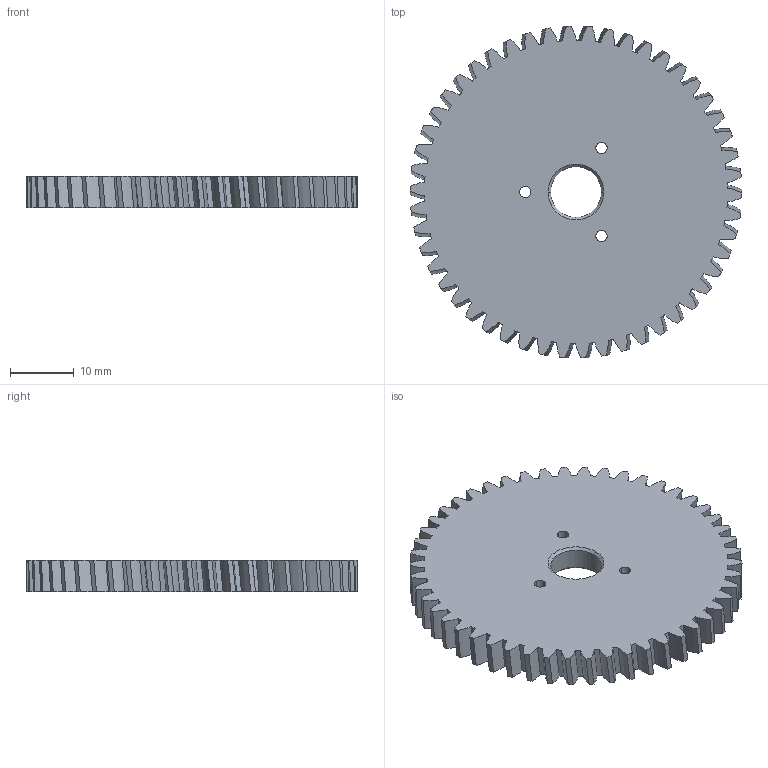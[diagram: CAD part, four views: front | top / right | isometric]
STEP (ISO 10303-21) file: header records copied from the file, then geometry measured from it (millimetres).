
FILE_DESCRIPTION (( 'STEP AP203' ), '1' );
FILE_NAME ('CTT0038.STEP', '2019-10-20T09:20:16', ( '' ), ( '' ), 'SwSTEP 2.0', 'SolidWorks 2016', '' );
FILE_SCHEMA (( 'CONFIG_CONTROL_DESIGN' ));
Length unit declared in the file: millimetre
Products named in the file (1): CTT0038
Bounding box: 52.25 x 52.23 x 5 mm (x, y, z)
Volume: 8920.7 mm3; surface area: 5631.1 mm2
Topology: 1 solids, 1 shells, 223 faces, 650 edges, 430 vertices
Faces by surface type: bspline 200, cone 10, cylinder 8, plane 3, torus 2
Entity records: 13713 total; most frequent: CARTESIAN_POINT 9088, ORIENTED_EDGE 1300, EDGE_CURVE 650, VERTEX_POINT 430, B_SPLINE_CURVE_WITH_KNOTS 400, DIRECTION 330, EDGE_LOOP 232, FACE_OUTER_BOUND 223
